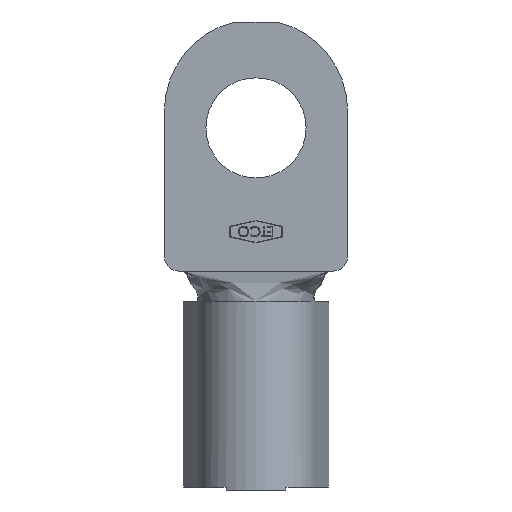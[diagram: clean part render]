
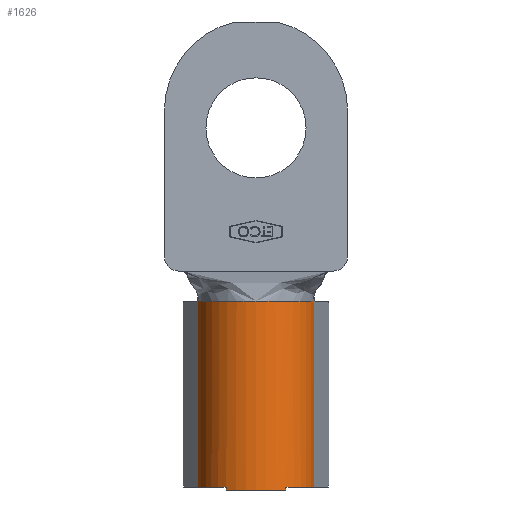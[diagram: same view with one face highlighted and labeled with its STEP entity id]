
A CAD part, front view. The second image highlights one B-rep face of the part: STEP entity #1626.
In plain terms, the highlighted cylindrical face has radius 5.283 mm (diameter 10.566 mm), a partial arc.
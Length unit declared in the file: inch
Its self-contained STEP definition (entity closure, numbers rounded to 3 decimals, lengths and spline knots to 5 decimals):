
#33 = VECTOR ( 'NONE', #5048, 39.37008 ) ;
#128 = VERTEX_POINT ( 'NONE', #6251 ) ;
#162 = LINE ( 'NONE', #1599, #2792 ) ;
#187 = FACE_OUTER_BOUND ( 'NONE', #200, .T. ) ;
#200 = EDGE_LOOP ( 'NONE', ( #3161, #3442, #3588, #3690, #3841, #6791, #4190, #4037 ) ) ;
#253 = EDGE_CURVE ( 'NONE', #4773, #5385, #3102, .T. ) ;
#353 = DIRECTION ( 'NONE',  ( 0., 0., -1. ) ) ;
#487 = EDGE_CURVE ( 'NONE', #4773, #4941, #5442, .T. ) ;
#866 = DIRECTION ( 'NONE',  ( 1., 0., 0. ) ) ;
#872 = DIRECTION ( 'NONE',  ( 0., 0., 1. ) ) ;
#897 = CARTESIAN_POINT ( 'NONE',  ( 0., 0., 0. ) ) ;
#919 = DIRECTION ( 'NONE',  ( -1., 0., 0. ) ) ;
#942 = DIRECTION ( 'NONE',  ( 0., 0., -1. ) ) ;
#967 = VERTEX_POINT ( 'NONE', #6137 ) ;
#1021 = EDGE_CURVE ( 'NONE', #128, #967, #3177, .T. ) ;
#1121 = EDGE_CURVE ( 'NONE', #3360, #128, #6728, .T. ) ;
#1599 = CARTESIAN_POINT ( 'NONE',  ( -0.20208, -0.04927, 0.65 ) ) ;
#1626 = ADVANCED_FACE ( 'NONE', ( #187 ), #2819, .T. ) ;
#1680 = VERTEX_POINT ( 'NONE', #6407 ) ;
#1687 = VERTEX_POINT ( 'NONE', #5437 ) ;
#2164 = DIRECTION ( 'NONE',  ( 1., 0., 0. ) ) ;
#2172 = DIRECTION ( 'NONE',  ( 0., 0., 1. ) ) ;
#2194 = CARTESIAN_POINT ( 'NONE',  ( 0., 0., 0. ) ) ;
#2251 = AXIS2_PLACEMENT_3D ( 'NONE', #5311, #4827, #3262 ) ;
#2389 = DIRECTION ( 'NONE',  ( 1., 0., 0. ) ) ;
#2423 = CARTESIAN_POINT ( 'NONE',  ( -0.20208, -0.04927, 0.65 ) ) ;
#2437 = DIRECTION ( 'NONE',  ( 0., 0., 1. ) ) ;
#2494 = CARTESIAN_POINT ( 'NONE',  ( 0., 0., 0.65 ) ) ;
#2541 = CARTESIAN_POINT ( 'NONE',  ( 0., 0., 0.65 ) ) ;
#2710 = CIRCLE ( 'NONE', #5585, 0.208 ) ;
#2792 = VECTOR ( 'NONE', #353, 39.37008 ) ;
#2801 = CARTESIAN_POINT ( 'NONE',  ( 0.104, -0.18013, -0.01 ) ) ;
#2819 = CYLINDRICAL_SURFACE ( 'NONE', #4713, 0.208 ) ;
#3065 = AXIS2_PLACEMENT_3D ( 'NONE', #2541, #2437, #2389 ) ;
#3070 = AXIS2_PLACEMENT_3D ( 'NONE', #897, #872, #866 ) ;
#3102 = CIRCLE ( 'NONE', #2251, 0.208 ) ;
#3161 = ORIENTED_EDGE ( 'NONE', *, *, #4351, .T. ) ;
#3177 = LINE ( 'NONE', #5570, #5743 ) ;
#3262 = DIRECTION ( 'NONE',  ( -1., 0., 0. ) ) ;
#3360 = VERTEX_POINT ( 'NONE', #2423 ) ;
#3442 = ORIENTED_EDGE ( 'NONE', *, *, #6560, .F. ) ;
#3588 = ORIENTED_EDGE ( 'NONE', *, *, #253, .F. ) ;
#3690 = ORIENTED_EDGE ( 'NONE', *, *, #487, .T. ) ;
#3841 = ORIENTED_EDGE ( 'NONE', *, *, #5083, .T. ) ;
#4037 = ORIENTED_EDGE ( 'NONE', *, *, #4804, .T. ) ;
#4190 = ORIENTED_EDGE ( 'NONE', *, *, #1121, .F. ) ;
#4351 = EDGE_CURVE ( 'NONE', #1687, #1680, #6701, .T. ) ;
#4358 = CARTESIAN_POINT ( 'NONE',  ( 0.104, -0.18013, 0. ) ) ;
#4713 = AXIS2_PLACEMENT_3D ( 'NONE', #2494, #942, #919 ) ;
#4773 = VERTEX_POINT ( 'NONE', #2801 ) ;
#4786 = LINE ( 'NONE', #5283, #6239 ) ;
#4804 = EDGE_CURVE ( 'NONE', #3360, #1687, #162, .T. ) ;
#4827 = DIRECTION ( 'NONE',  ( 0., 0., -1. ) ) ;
#4941 = VERTEX_POINT ( 'NONE', #4358 ) ;
#5048 = DIRECTION ( 'NONE',  ( 0., 0., 1. ) ) ;
#5083 = EDGE_CURVE ( 'NONE', #4941, #967, #2710, .T. ) ;
#5283 = CARTESIAN_POINT ( 'NONE',  ( -0.104, -0.18013, -0.01 ) ) ;
#5311 = CARTESIAN_POINT ( 'NONE',  ( 0., 0., -0.01 ) ) ;
#5385 = VERTEX_POINT ( 'NONE', #6716 ) ;
#5437 = CARTESIAN_POINT ( 'NONE',  ( -0.20208, -0.04927, 0. ) ) ;
#5442 = LINE ( 'NONE', #5578, #33 ) ;
#5545 = DIRECTION ( 'NONE',  ( 0., 0., -1. ) ) ;
#5570 = CARTESIAN_POINT ( 'NONE',  ( 0.20208, -0.04927, 0.65 ) ) ;
#5578 = CARTESIAN_POINT ( 'NONE',  ( 0.104, -0.18013, -0.01 ) ) ;
#5585 = AXIS2_PLACEMENT_3D ( 'NONE', #2194, #2172, #2164 ) ;
#5743 = VECTOR ( 'NONE', #5545, 39.37008 ) ;
#5753 = DIRECTION ( 'NONE',  ( 0., 0., 1. ) ) ;
#6137 = CARTESIAN_POINT ( 'NONE',  ( 0.20208, -0.04927, 0. ) ) ;
#6239 = VECTOR ( 'NONE', #5753, 39.37008 ) ;
#6251 = CARTESIAN_POINT ( 'NONE',  ( 0.20208, -0.04927, 0.65 ) ) ;
#6407 = CARTESIAN_POINT ( 'NONE',  ( -0.104, -0.18013, 0. ) ) ;
#6560 = EDGE_CURVE ( 'NONE', #5385, #1680, #4786, .T. ) ;
#6701 = CIRCLE ( 'NONE', #3070, 0.208 ) ;
#6716 = CARTESIAN_POINT ( 'NONE',  ( -0.104, -0.18013, -0.01 ) ) ;
#6728 = CIRCLE ( 'NONE', #3065, 0.208 ) ;
#6791 = ORIENTED_EDGE ( 'NONE', *, *, #1021, .F. ) ;
